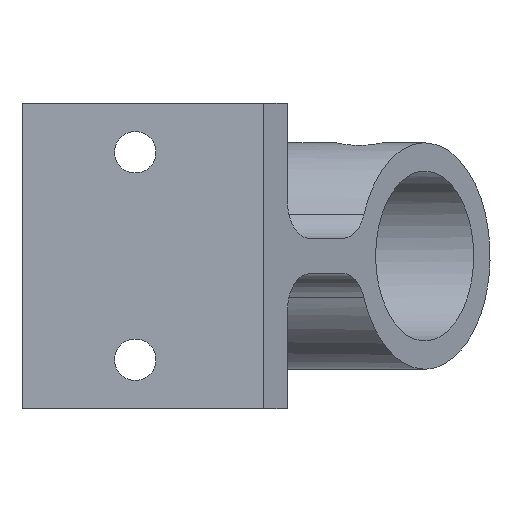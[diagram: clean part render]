
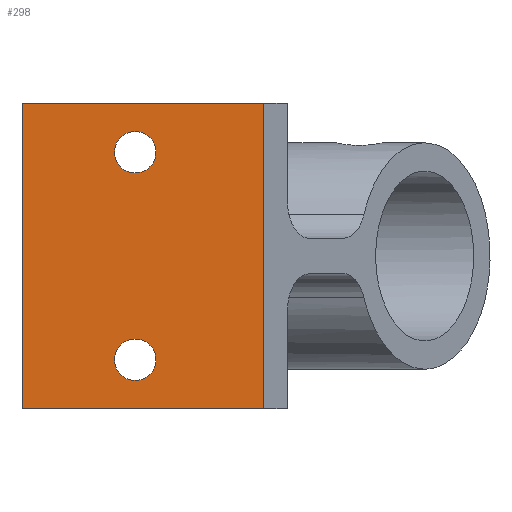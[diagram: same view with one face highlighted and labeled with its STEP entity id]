
A CAD part, front view. The second image highlights one B-rep face of the part: STEP entity #298.
In plain terms, the highlighted planar face has unit normal (0, -1, 0).
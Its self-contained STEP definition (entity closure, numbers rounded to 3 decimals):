
#67 = CARTESIAN_POINT ( 'NONE',  ( 0., 0., -13.75 ) ) ;
#68 = DIRECTION ( 'NONE',  ( 0., -1., 0. ) ) ;
#69 = DIRECTION ( 'NONE',  ( 0., 0., -1. ) ) ;
#151 = VECTOR ( 'NONE', #875, 1000. ) ;
#227 = CARTESIAN_POINT ( 'NONE',  ( 0., 0., 13.75 ) ) ;
#231 = DIRECTION ( 'NONE',  ( 0., -1., 0. ) ) ;
#232 = DIRECTION ( 'NONE',  ( 0., 0., -1. ) ) ;
#259 = VERTEX_POINT ( 'NONE', #281 ) ;
#267 = VERTEX_POINT ( 'NONE', #544 ) ;
#271 = VERTEX_POINT ( 'NONE', #548 ) ;
#274 = VERTEX_POINT ( 'NONE', #551 ) ;
#281 = CARTESIAN_POINT ( 'NONE',  ( 0., 0., 16.5 ) ) ;
#295 = CIRCLE ( 'NONE', #523, 2.75 ) ;
#298 = ADVANCED_FACE ( 'NONE', ( #469, #472, #978 ), #764, .T. ) ;
#328 = EDGE_CURVE ( 'NONE', #259, #271, #365, .T. ) ;
#336 = EDGE_CURVE ( 'NONE', #267, #274, #372, .T. ) ;
#365 = CIRCLE ( 'NONE', #473, 2.75 ) ;
#371 = EDGE_CURVE ( 'NONE', #1039, #435, #873, .T. ) ;
#372 = CIRCLE ( 'NONE', #825, 2.75 ) ;
#373 = CIRCLE ( 'NONE', #528, 2.75 ) ;
#401 = EDGE_CURVE ( 'NONE', #439, #435, #956, .T. ) ;
#435 = VERTEX_POINT ( 'NONE', #694 ) ;
#439 = VERTEX_POINT ( 'NONE', #698 ) ;
#443 = ORIENTED_EDGE ( 'NONE', *, *, #502, .F. ) ;
#445 = ORIENTED_EDGE ( 'NONE', *, *, #328, .F. ) ;
#447 = ORIENTED_EDGE ( 'NONE', *, *, #336, .F. ) ;
#448 = ORIENTED_EDGE ( 'NONE', *, *, #504, .F. ) ;
#458 = ORIENTED_EDGE ( 'NONE', *, *, #501, .T. ) ;
#459 = ORIENTED_EDGE ( 'NONE', *, *, #371, .F. ) ;
#460 = ORIENTED_EDGE ( 'NONE', *, *, #401, .T. ) ;
#461 = ORIENTED_EDGE ( 'NONE', *, *, #507, .T. ) ;
#468 = AXIS2_PLACEMENT_3D ( 'NONE', #765, #766, #767 ) ;
#469 = FACE_BOUND ( 'NONE', #998, .T. ) ;
#472 = FACE_BOUND ( 'NONE', #999, .T. ) ;
#473 = AXIS2_PLACEMENT_3D ( 'NONE', #227, #231, #232 ) ;
#481 = VECTOR ( 'NONE', #713, 1000. ) ;
#486 = VECTOR ( 'NONE', #730, 1000. ) ;
#501 = EDGE_CURVE ( 'NONE', #1040, #439, #711, .T. ) ;
#502 = EDGE_CURVE ( 'NONE', #274, #267, #295, .T. ) ;
#504 = EDGE_CURVE ( 'NONE', #271, #259, #373, .T. ) ;
#507 = EDGE_CURVE ( 'NONE', #1039, #1040, #728, .T. ) ;
#522 = VECTOR ( 'NONE', #958, 1000. ) ;
#523 = AXIS2_PLACEMENT_3D ( 'NONE', #704, #714, #715 ) ;
#528 = AXIS2_PLACEMENT_3D ( 'NONE', #719, #720, #721 ) ;
#544 = CARTESIAN_POINT ( 'NONE',  ( 0., 0., -11. ) ) ;
#548 = CARTESIAN_POINT ( 'NONE',  ( 0., 0., 11. ) ) ;
#551 = CARTESIAN_POINT ( 'NONE',  ( 0., 0., -16.5 ) ) ;
#694 = CARTESIAN_POINT ( 'NONE',  ( 17., 0., 20.25 ) ) ;
#698 = CARTESIAN_POINT ( 'NONE',  ( 17., 0., -20.25 ) ) ;
#704 = CARTESIAN_POINT ( 'NONE',  ( 0., 0., -13.75 ) ) ;
#711 = LINE ( 'NONE', #712, #481 ) ;
#712 = CARTESIAN_POINT ( 'NONE',  ( -15., 0., -20.25 ) ) ;
#713 = DIRECTION ( 'NONE',  ( 1., 0., 0. ) ) ;
#714 = DIRECTION ( 'NONE',  ( 0., -1., 0. ) ) ;
#715 = DIRECTION ( 'NONE',  ( 0., 0., -1. ) ) ;
#719 = CARTESIAN_POINT ( 'NONE',  ( 0., 0., 13.75 ) ) ;
#720 = DIRECTION ( 'NONE',  ( 0., -1., 0. ) ) ;
#721 = DIRECTION ( 'NONE',  ( 0., 0., -1. ) ) ;
#728 = LINE ( 'NONE', #729, #486 ) ;
#729 = CARTESIAN_POINT ( 'NONE',  ( -15., 0., 20.25 ) ) ;
#730 = DIRECTION ( 'NONE',  ( 0., 0., -1. ) ) ;
#737 = CARTESIAN_POINT ( 'NONE',  ( -15., 0., 20.25 ) ) ;
#738 = CARTESIAN_POINT ( 'NONE',  ( -15., 0., -20.25 ) ) ;
#764 = PLANE ( 'NONE',  #468 ) ;
#765 = CARTESIAN_POINT ( 'NONE',  ( -15., 0., 20.25 ) ) ;
#766 = DIRECTION ( 'NONE',  ( 0., -1., 0. ) ) ;
#767 = DIRECTION ( 'NONE',  ( 0., 0., -1. ) ) ;
#825 = AXIS2_PLACEMENT_3D ( 'NONE', #67, #68, #69 ) ;
#873 = LINE ( 'NONE', #874, #151 ) ;
#874 = CARTESIAN_POINT ( 'NONE',  ( -15., 0., 20.25 ) ) ;
#875 = DIRECTION ( 'NONE',  ( 1., 0., 0. ) ) ;
#956 = LINE ( 'NONE', #957, #522 ) ;
#957 = CARTESIAN_POINT ( 'NONE',  ( 17., 0., -25. ) ) ;
#958 = DIRECTION ( 'NONE',  ( 0., 0., 1. ) ) ;
#978 = FACE_OUTER_BOUND ( 'NONE', #1000, .T. ) ;
#998 = EDGE_LOOP ( 'NONE', ( #445, #448 ) ) ;
#999 = EDGE_LOOP ( 'NONE', ( #447, #443 ) ) ;
#1000 = EDGE_LOOP ( 'NONE', ( #458, #460, #459, #461 ) ) ;
#1039 = VERTEX_POINT ( 'NONE', #737 ) ;
#1040 = VERTEX_POINT ( 'NONE', #738 ) ;
